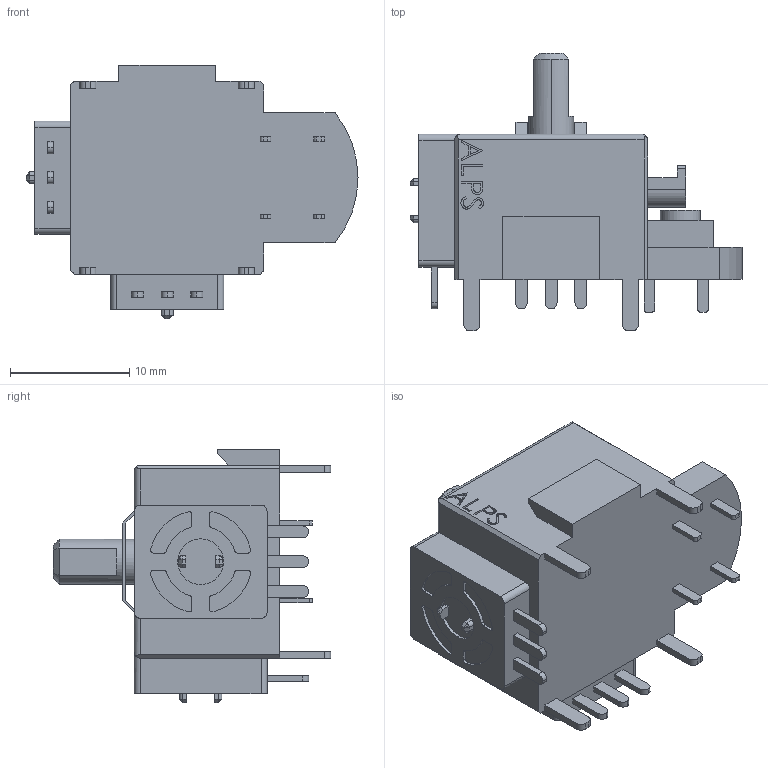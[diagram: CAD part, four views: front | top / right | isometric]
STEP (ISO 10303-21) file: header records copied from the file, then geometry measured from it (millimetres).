
FILE_DESCRIPTION (( 'STEP AP214' ), '1' );
FILE_NAME ('C428E4B4-A64D-4F98-96D7-751BE37FF460.STEP', '2007-06-13T20:21:44', ( 'SysAdmin' ), ( 'SolidWorks' ), 'SwSTEP 2.0', 'SolidWorks 2007', '' );
FILE_SCHEMA (( 'AUTOMOTIVE_DESIGN' ));
Length unit declared in the file: millimetre
Products named in the file (1): C428E4B4-A64D-4F98-96D7-751BE37FF460
Bounding box: 27.88 x 23.3 x 21.3 mm (x, y, z)
Volume: 3872 mm3; surface area: 2629.7 mm2
Topology: 1 solids, 1 shells, 398 faces, 1056 edges, 685 vertices
Faces by surface type: plane 235, cylinder 131, bspline 21, cone 11
Entity records: 17260 total; most frequent: CARTESIAN_POINT 3333, ORIENTED_EDGE 2096, DIRECTION 1991, EDGE_CURVE 1048, VECTOR 721, LINE 721, VERTEX_POINT 685, AXIS2_PLACEMENT_3D 635
